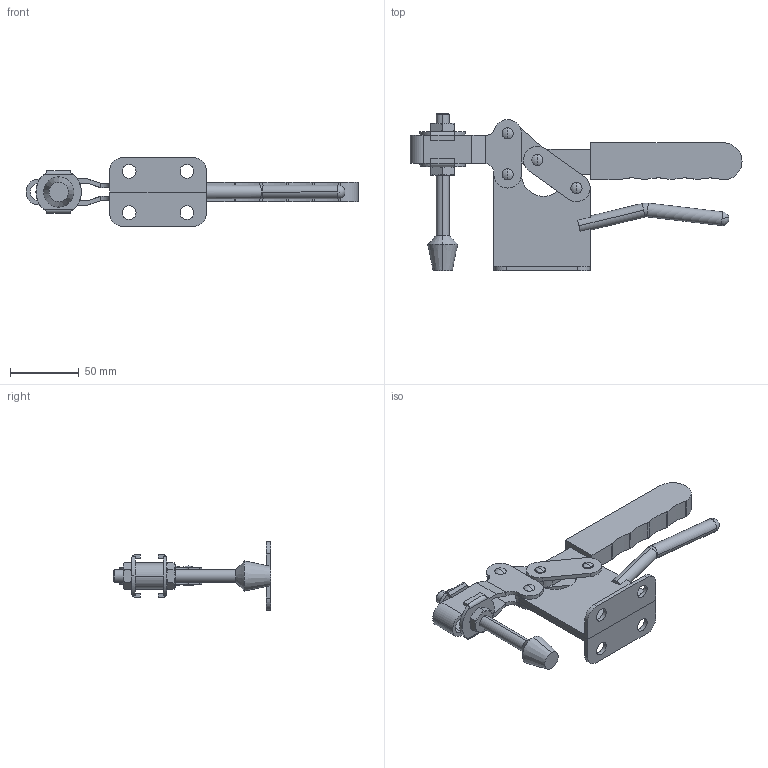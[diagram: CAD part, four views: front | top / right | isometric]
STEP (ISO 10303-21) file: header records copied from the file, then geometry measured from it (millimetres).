
FILE_DESCRIPTION (( 'STEP AP214' ), '1' );
FILE_NAME ('GH-220-WH.STEP', '2022-10-27T07:48:09', ( '' ), ( '' ), 'SwSTEP 2.0', 'SolidWorks 2016', '' );
FILE_SCHEMA (( 'AUTOMOTIVE_DESIGN' ));
Length unit declared in the file: millimetre
Products named in the file (6): Group5^GH-220-WLH; Group4^GH-220-WLH(?趙); GH-220-WH; Group2^GH-220-WH; Group3^GH-220-WH; Group1^GH-220-WH
Assembly tree (5 placements, depth 2):
  GH-220-WH
    Group1^GH-220-WH
    Group2^GH-220-WH
    Group3^GH-220-WH
    Group4^GH-220-WLH(?趙)
    Group5^GH-220-WLH
Bounding box: 241.4 x 114.3 x 50 mm (x, y, z)
Volume: 130581.3 mm3; surface area: 58010.3 mm2
Topology: 6 solids, 6 shells, 245 faces, 609 edges, 394 vertices
Faces by surface type: cylinder 102, plane 101, cone 30, sphere 10, torus 2
Entity records: 8683 total; most frequent: CARTESIAN_POINT 1571, DIRECTION 1302, ORIENTED_EDGE 1212, EDGE_CURVE 606, AXIS2_PLACEMENT_3D 507, VERTEX_POINT 392, VECTOR 288, LINE 288
